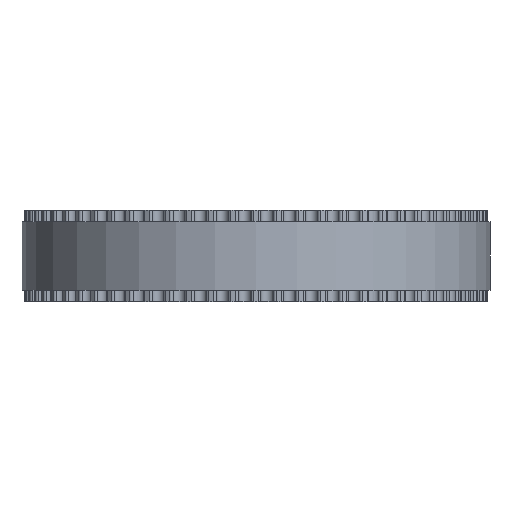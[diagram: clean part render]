
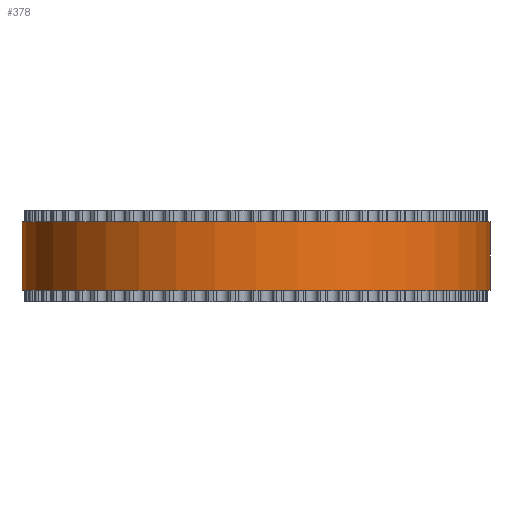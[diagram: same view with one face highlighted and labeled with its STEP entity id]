
A CAD part, front view. The second image highlights one B-rep face of the part: STEP entity #378.
In plain terms, the highlighted cylindrical face has radius 20.372 mm (diameter 40.744 mm), a full revolution.
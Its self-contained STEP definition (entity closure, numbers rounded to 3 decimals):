
#97=FACE_BOUND('',#1152,.T.);
#98=FACE_BOUND('',#1153,.T.);
#378=ADVANCED_FACE('',(#97,#98),#635,.T.);
#635=CYLINDRICAL_SURFACE('',#5775,20.372);
#1152=EDGE_LOOP('',(#3202));
#1153=EDGE_LOOP('',(#3203));
#3202=ORIENTED_EDGE('',*,*,#4486,.T.);
#3203=ORIENTED_EDGE('',*,*,#4487,.T.);
#3716=VERTEX_POINT('',#9120);
#3717=VERTEX_POINT('',#9122);
#4486=EDGE_CURVE('',#3716,#3716,#5000,.T.);
#4487=EDGE_CURVE('',#3717,#3717,#5001,.T.);
#5000=CIRCLE('',#5773,20.372);
#5001=CIRCLE('',#5774,20.372);
#5773=AXIS2_PLACEMENT_3D('',#9119,#7574,#7575);
#5774=AXIS2_PLACEMENT_3D('',#9121,#7576,#7577);
#5775=AXIS2_PLACEMENT_3D('',#9123,#7578,#7579);
#7574=DIRECTION('',(0.,0.,1.));
#7575=DIRECTION('',(1.,0.,0.));
#7576=DIRECTION('',(0.,0.,-1.));
#7577=DIRECTION('',(1.,0.,0.));
#7578=DIRECTION('',(0.,0.,1.));
#7579=DIRECTION('',(1.,0.,0.));
#9119=CARTESIAN_POINT('',(0.,0.,1.));
#9120=CARTESIAN_POINT('',(20.372,0.,1.));
#9121=CARTESIAN_POINT('',(0.,0.,7.));
#9122=CARTESIAN_POINT('',(20.372,0.,7.));
#9123=CARTESIAN_POINT('',(0.,0.,1.));
